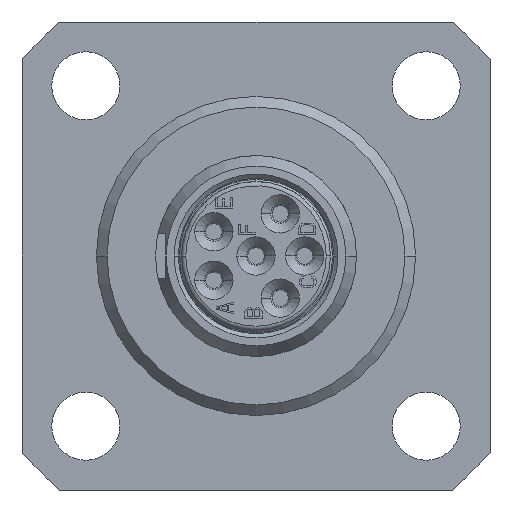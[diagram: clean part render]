
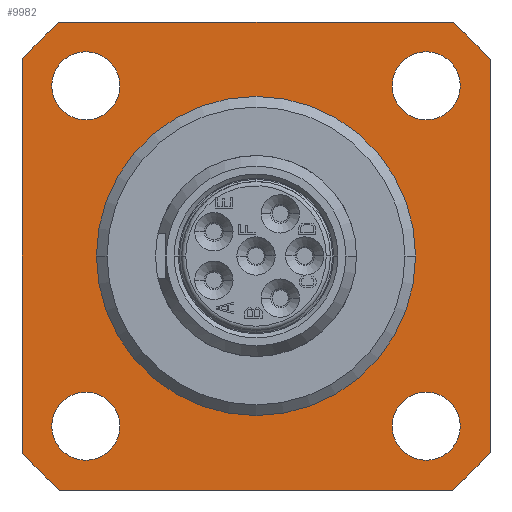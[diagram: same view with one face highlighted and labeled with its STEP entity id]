
A CAD part, left-side view. The second image highlights one B-rep face of the part: STEP entity #9982.
In plain terms, the highlighted planar face has unit normal (-1, 0, 0).
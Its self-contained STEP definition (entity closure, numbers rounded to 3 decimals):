
#426=CARTESIAN_POINT('',(-0.5,0.,0.));
#427=DIRECTION('',(1.,0.,0.));
#428=DIRECTION('',(0.,1.,0.));
#429=AXIS2_PLACEMENT_3D('',#426,#427,#428);
#439=CARTESIAN_POINT('',(-0.5,0.,0.));
#440=DIRECTION('',(1.,0.,0.));
#441=DIRECTION('',(0.,-1.,0.));
#442=AXIS2_PLACEMENT_3D('',#439,#440,#441);
#444=DIRECTION('',(0.,1.,0.));
#445=VECTOR('',#444,18.431);
#446=CARTESIAN_POINT('',(-0.5,-9.215,11.));
#447=LINE('1082',#446,#445);
#448=CARTESIAN_POINT('',(-0.5,0.,0.));
#449=DIRECTION('',(1.,0.,0.));
#450=DIRECTION('',(0.,-0.642,0.767));
#451=AXIS2_PLACEMENT_3D('',#448,#449,#450);
#453=DIRECTION('',(0.,0.,1.));
#454=VECTOR('',#453,18.431);
#455=CARTESIAN_POINT('',(-0.5,-11.,-9.215));
#456=LINE('1083',#455,#454);
#457=CARTESIAN_POINT('',(-0.5,0.,0.));
#458=DIRECTION('',(1.,0.,0.));
#459=DIRECTION('',(0.,-0.767,-0.642));
#460=AXIS2_PLACEMENT_3D('',#457,#458,#459);
#462=DIRECTION('',(0.,-1.,0.));
#463=VECTOR('',#462,18.431);
#464=CARTESIAN_POINT('',(-0.5,9.215,-11.));
#465=LINE('1084',#464,#463);
#466=CARTESIAN_POINT('',(-0.5,0.,0.));
#467=DIRECTION('',(1.,0.,0.));
#468=DIRECTION('',(0.,0.642,-0.767));
#469=AXIS2_PLACEMENT_3D('',#466,#467,#468);
#471=DIRECTION('',(0.,0.,-1.));
#472=VECTOR('',#471,18.431);
#473=CARTESIAN_POINT('',(-0.5,11.,9.215));
#474=LINE('1085',#473,#472);
#475=CARTESIAN_POINT('',(-0.5,0.,0.));
#476=DIRECTION('',(1.,0.,0.));
#477=DIRECTION('',(0.,0.767,0.642));
#478=AXIS2_PLACEMENT_3D('',#475,#476,#477);
#480=CARTESIAN_POINT('',(-0.5,8.,-8.));
#481=DIRECTION('',(-1.,0.,0.));
#482=DIRECTION('',(0.,0.,-1.));
#483=AXIS2_PLACEMENT_3D('',#480,#481,#482);
#485=CARTESIAN_POINT('',(-0.5,8.,-8.));
#486=DIRECTION('',(-1.,0.,0.));
#487=DIRECTION('',(0.,0.,1.));
#488=AXIS2_PLACEMENT_3D('',#485,#486,#487);
#490=CARTESIAN_POINT('',(-0.5,8.,8.));
#491=DIRECTION('',(-1.,0.,0.));
#492=DIRECTION('',(0.,0.,-1.));
#493=AXIS2_PLACEMENT_3D('',#490,#491,#492);
#495=CARTESIAN_POINT('',(-0.5,8.,8.));
#496=DIRECTION('',(-1.,0.,0.));
#497=DIRECTION('',(0.,0.,1.));
#498=AXIS2_PLACEMENT_3D('',#495,#496,#497);
#500=CARTESIAN_POINT('',(-0.5,-8.,-8.));
#501=DIRECTION('',(-1.,0.,0.));
#502=DIRECTION('',(0.,0.,-1.));
#503=AXIS2_PLACEMENT_3D('',#500,#501,#502);
#505=CARTESIAN_POINT('',(-0.5,-8.,-8.));
#506=DIRECTION('',(-1.,0.,0.));
#507=DIRECTION('',(0.,0.,1.));
#508=AXIS2_PLACEMENT_3D('',#505,#506,#507);
#510=CARTESIAN_POINT('',(-0.5,-8.,8.));
#511=DIRECTION('',(-1.,0.,0.));
#512=DIRECTION('',(0.,0.,-1.));
#513=AXIS2_PLACEMENT_3D('',#510,#511,#512);
#515=CARTESIAN_POINT('',(-0.5,-8.,8.));
#516=DIRECTION('',(-1.,0.,0.));
#517=DIRECTION('',(0.,0.,1.));
#518=AXIS2_PLACEMENT_3D('',#515,#516,#517);
#7614=CARTESIAN_POINT('',(-0.5,7.5,0.));
#7615=VERTEX_POINT('',#7614);
#7616=CARTESIAN_POINT('',(-0.5,-7.5,0.));
#7617=VERTEX_POINT('',#7616);
#7634=CARTESIAN_POINT('',(-0.5,8.,-9.6));
#7635=CARTESIAN_POINT('',(-0.5,8.,-6.4));
#7636=VERTEX_POINT('',#7634);
#7637=VERTEX_POINT('',#7635);
#7638=CARTESIAN_POINT('',(-0.5,8.,6.4));
#7639=CARTESIAN_POINT('',(-0.5,8.,9.6));
#7640=VERTEX_POINT('',#7638);
#7641=VERTEX_POINT('',#7639);
#7642=CARTESIAN_POINT('',(-0.5,-8.,-9.6));
#7643=CARTESIAN_POINT('',(-0.5,-8.,-6.4));
#7644=VERTEX_POINT('',#7642);
#7645=VERTEX_POINT('',#7643);
#7646=CARTESIAN_POINT('',(-0.5,-8.,6.4));
#7647=CARTESIAN_POINT('',(-0.5,-8.,9.6));
#7648=VERTEX_POINT('',#7646);
#7649=VERTEX_POINT('',#7647);
#7765=CARTESIAN_POINT('',(-0.5,-9.215,11.));
#7766=CARTESIAN_POINT('',(-0.5,9.215,11.));
#7767=VERTEX_POINT('',#7765);
#7768=VERTEX_POINT('',#7766);
#7769=CARTESIAN_POINT('',(-0.5,-11.,-9.215));
#7770=CARTESIAN_POINT('',(-0.5,-11.,9.215));
#7771=VERTEX_POINT('',#7769);
#7772=VERTEX_POINT('',#7770);
#7773=CARTESIAN_POINT('',(-0.5,9.215,-11.));
#7774=CARTESIAN_POINT('',(-0.5,-9.215,-11.));
#7775=VERTEX_POINT('',#7773);
#7776=VERTEX_POINT('',#7774);
#7777=CARTESIAN_POINT('',(-0.5,11.,9.215));
#7778=CARTESIAN_POINT('',(-0.5,11.,-9.215));
#7779=VERTEX_POINT('',#7777);
#7780=VERTEX_POINT('',#7778);
#9931=CARTESIAN_POINT('',(-0.5,0.,0.));
#9932=DIRECTION('',(1.,0.,0.));
#9933=DIRECTION('',(0.,0.,-1.));
#9934=AXIS2_PLACEMENT_3D('',#9931,#9932,#9933);
#9935=PLANE('289',#9934);
#9937=ORIENTED_EDGE('1082',*,*,#9936,.F.);
#9939=ORIENTED_EDGE('1134',*,*,#9938,.T.);
#9941=ORIENTED_EDGE('1083',*,*,#9940,.F.);
#9943=ORIENTED_EDGE('1133',*,*,#9942,.T.);
#9945=ORIENTED_EDGE('1084',*,*,#9944,.F.);
#9947=ORIENTED_EDGE('1132',*,*,#9946,.T.);
#9949=ORIENTED_EDGE('1085',*,*,#9948,.F.);
#9951=ORIENTED_EDGE('1121',*,*,#9950,.T.);
#9952=EDGE_LOOP('289',(#9937,#9939,#9941,#9943,#9945,#9947,#9949,#9951));
#9953=FACE_OUTER_BOUND('289',#9952,.F.);
#9955=ORIENTED_EDGE('987',*,*,#9954,.T.);
#9957=ORIENTED_EDGE('988',*,*,#9956,.T.);
#9958=EDGE_LOOP('289',(#9955,#9957));
#9959=FACE_BOUND('289',#9958,.F.);
#9961=ORIENTED_EDGE('989',*,*,#9960,.T.);
#9963=ORIENTED_EDGE('990',*,*,#9962,.T.);
#9964=EDGE_LOOP('289',(#9961,#9963));
#9965=FACE_BOUND('289',#9964,.F.);
#9967=ORIENTED_EDGE('991',*,*,#9966,.T.);
#9969=ORIENTED_EDGE('992',*,*,#9968,.T.);
#9970=EDGE_LOOP('289',(#9967,#9969));
#9971=FACE_BOUND('289',#9970,.F.);
#9973=ORIENTED_EDGE('993',*,*,#9972,.T.);
#9975=ORIENTED_EDGE('994',*,*,#9974,.T.);
#9976=EDGE_LOOP('289',(#9973,#9975));
#9977=FACE_BOUND('289',#9976,.F.);
#9978=ORIENTED_EDGE('977',*,*,#9896,.F.);
#9979=ORIENTED_EDGE('978',*,*,#9919,.F.);
#9980=EDGE_LOOP('289',(#9978,#9979));
#9981=FACE_BOUND('289',#9980,.F.);
#430=CIRCLE('977',#429,7.5);
#443=CIRCLE('978',#442,7.5);
#452=CIRCLE('1134',#451,14.35);
#461=CIRCLE('1133',#460,14.35);
#470=CIRCLE('1132',#469,14.35);
#479=CIRCLE('1121',#478,14.35);
#484=CIRCLE('987',#483,1.6);
#489=CIRCLE('988',#488,1.6);
#494=CIRCLE('989',#493,1.6);
#499=CIRCLE('990',#498,1.6);
#504=CIRCLE('991',#503,1.6);
#509=CIRCLE('992',#508,1.6);
#514=CIRCLE('993',#513,1.6);
#519=CIRCLE('994',#518,1.6);
#9896=EDGE_CURVE('977',#7615,#7617,#430,.T.);
#9919=EDGE_CURVE('978',#7617,#7615,#443,.T.);
#9936=EDGE_CURVE('1082',#7767,#7768,#447,.T.);
#9938=EDGE_CURVE('1134',#7767,#7772,#452,.T.);
#9940=EDGE_CURVE('1083',#7771,#7772,#456,.T.);
#9942=EDGE_CURVE('1133',#7771,#7776,#461,.T.);
#9944=EDGE_CURVE('1084',#7775,#7776,#465,.T.);
#9946=EDGE_CURVE('1132',#7775,#7780,#470,.T.);
#9948=EDGE_CURVE('1085',#7779,#7780,#474,.T.);
#9950=EDGE_CURVE('1121',#7779,#7768,#479,.T.);
#9954=EDGE_CURVE('987',#7636,#7637,#484,.T.);
#9956=EDGE_CURVE('988',#7637,#7636,#489,.T.);
#9960=EDGE_CURVE('989',#7640,#7641,#494,.T.);
#9962=EDGE_CURVE('990',#7641,#7640,#499,.T.);
#9966=EDGE_CURVE('991',#7644,#7645,#504,.T.);
#9968=EDGE_CURVE('992',#7645,#7644,#509,.T.);
#9972=EDGE_CURVE('993',#7648,#7649,#514,.T.);
#9974=EDGE_CURVE('994',#7649,#7648,#519,.T.);
#9982=ADVANCED_FACE('289',(#9953,#9959,#9965,#9971,#9977,#9981),#9935,.F.);
